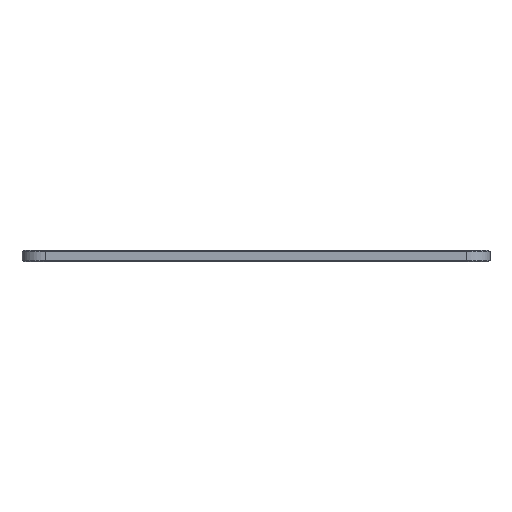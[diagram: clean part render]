
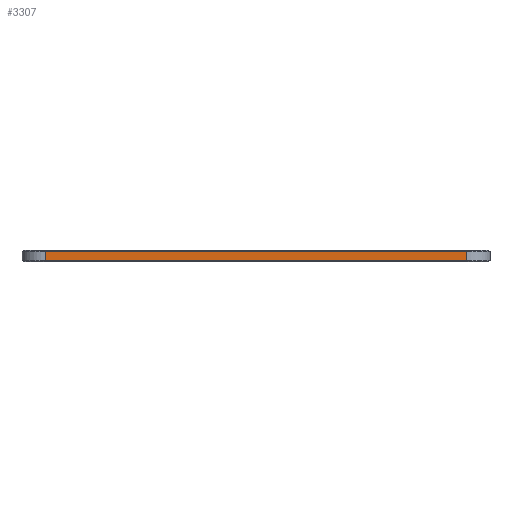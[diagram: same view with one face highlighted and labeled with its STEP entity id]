
A CAD part, front view. The second image highlights one B-rep face of the part: STEP entity #3307.
In plain terms, the highlighted planar face has unit normal (0, -1, 0).
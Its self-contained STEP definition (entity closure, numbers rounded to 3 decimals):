
#158 = PLANE('',#159);
#159 = AXIS2_PLACEMENT_3D('',#160,#161,#162);
#160 = CARTESIAN_POINT('',(0.,-6.1,0.15));
#161 = DIRECTION('',(0.,-0.707,-0.707));
#162 = DIRECTION('',(-1.,-0.,-0.));
#1282 = VERTEX_POINT('',#1283);
#1283 = CARTESIAN_POINT('',(112.5,-6.25,0.3));
#1319 = CYLINDRICAL_SURFACE('',#1320,6.25);
#1320 = AXIS2_PLACEMENT_3D('',#1321,#1322,#1323);
#1321 = CARTESIAN_POINT('',(112.5,0.,0.));
#1322 = DIRECTION('',(-0.,-0.,-1.));
#1323 = DIRECTION('',(1.,0.,0.));
#1391 = VERTEX_POINT('',#1392);
#1392 = CARTESIAN_POINT('',(0.,-6.25,0.3));
#1413 = EDGE_CURVE('',#1391,#1282,#1414,.T.);
#1414 = SURFACE_CURVE('',#1415,(#1419,#1426),.PCURVE_S1.);
#1415 = LINE('',#1416,#1417);
#1416 = CARTESIAN_POINT('',(0.,-6.25,0.3));
#1417 = VECTOR('',#1418,1.);
#1418 = DIRECTION('',(1.,0.,0.));
#1419 = PCURVE('',#158,#1420);
#1420 = DEFINITIONAL_REPRESENTATION('',(#1421),#1425);
#1421 = LINE('',#1422,#1423);
#1422 = CARTESIAN_POINT('',(-0.,-0.212));
#1423 = VECTOR('',#1424,1.);
#1424 = DIRECTION('',(-1.,0.));
#1425 = ( GEOMETRIC_REPRESENTATION_CONTEXT(2) 
PARAMETRIC_REPRESENTATION_CONTEXT() REPRESENTATION_CONTEXT('2D SPACE',''
  ) );
#1426 = PCURVE('',#1427,#1432);
#1427 = PLANE('',#1428);
#1428 = AXIS2_PLACEMENT_3D('',#1429,#1430,#1431);
#1429 = CARTESIAN_POINT('',(0.,-6.25,0.));
#1430 = DIRECTION('',(0.,1.,0.));
#1431 = DIRECTION('',(1.,0.,0.));
#1432 = DEFINITIONAL_REPRESENTATION('',(#1433),#1437);
#1433 = LINE('',#1434,#1435);
#1434 = CARTESIAN_POINT('',(0.,-0.3));
#1435 = VECTOR('',#1436,1.);
#1436 = DIRECTION('',(1.,0.));
#1437 = ( GEOMETRIC_REPRESENTATION_CONTEXT(2) 
PARAMETRIC_REPRESENTATION_CONTEXT() REPRESENTATION_CONTEXT('2D SPACE',''
  ) );
#1460 = CYLINDRICAL_SURFACE('',#1461,6.25);
#1461 = AXIS2_PLACEMENT_3D('',#1462,#1463,#1464);
#1462 = CARTESIAN_POINT('',(0.,0.,0.));
#1463 = DIRECTION('',(-0.,-0.,-1.));
#1464 = DIRECTION('',(1.,0.,0.));
#3202 = EDGE_CURVE('',#1282,#3203,#3205,.T.);
#3203 = VERTEX_POINT('',#3204);
#3204 = CARTESIAN_POINT('',(112.5,-6.25,2.825));
#3205 = SURFACE_CURVE('',#3206,(#3210,#3217),.PCURVE_S1.);
#3206 = LINE('',#3207,#3208);
#3207 = CARTESIAN_POINT('',(112.5,-6.25,0.));
#3208 = VECTOR('',#3209,1.);
#3209 = DIRECTION('',(0.,0.,1.));
#3210 = PCURVE('',#1319,#3211);
#3211 = DEFINITIONAL_REPRESENTATION('',(#3212),#3216);
#3212 = LINE('',#3213,#3214);
#3213 = CARTESIAN_POINT('',(-4.712,0.));
#3214 = VECTOR('',#3215,1.);
#3215 = DIRECTION('',(-0.,-1.));
#3216 = ( GEOMETRIC_REPRESENTATION_CONTEXT(2) 
PARAMETRIC_REPRESENTATION_CONTEXT() REPRESENTATION_CONTEXT('2D SPACE',''
  ) );
#3217 = PCURVE('',#1427,#3218);
#3218 = DEFINITIONAL_REPRESENTATION('',(#3219),#3223);
#3219 = LINE('',#3220,#3221);
#3220 = CARTESIAN_POINT('',(112.5,0.));
#3221 = VECTOR('',#3222,1.);
#3222 = DIRECTION('',(0.,-1.));
#3223 = ( GEOMETRIC_REPRESENTATION_CONTEXT(2) 
PARAMETRIC_REPRESENTATION_CONTEXT() REPRESENTATION_CONTEXT('2D SPACE',''
  ) );
#3307 = ADVANCED_FACE('',(#3308),#1427,.F.);
#3308 = FACE_BOUND('',#3309,.F.);
#3309 = EDGE_LOOP('',(#3310,#3333,#3359,#3360));
#3310 = ORIENTED_EDGE('',*,*,#3311,.T.);
#3311 = EDGE_CURVE('',#1391,#3312,#3314,.T.);
#3312 = VERTEX_POINT('',#3313);
#3313 = CARTESIAN_POINT('',(0.,-6.25,2.825));
#3314 = SURFACE_CURVE('',#3315,(#3319,#3326),.PCURVE_S1.);
#3315 = LINE('',#3316,#3317);
#3316 = CARTESIAN_POINT('',(0.,-6.25,0.));
#3317 = VECTOR('',#3318,1.);
#3318 = DIRECTION('',(0.,0.,1.));
#3319 = PCURVE('',#1427,#3320);
#3320 = DEFINITIONAL_REPRESENTATION('',(#3321),#3325);
#3321 = LINE('',#3322,#3323);
#3322 = CARTESIAN_POINT('',(0.,0.));
#3323 = VECTOR('',#3324,1.);
#3324 = DIRECTION('',(0.,-1.));
#3325 = ( GEOMETRIC_REPRESENTATION_CONTEXT(2) 
PARAMETRIC_REPRESENTATION_CONTEXT() REPRESENTATION_CONTEXT('2D SPACE',''
  ) );
#3326 = PCURVE('',#1460,#3327);
#3327 = DEFINITIONAL_REPRESENTATION('',(#3328),#3332);
#3328 = LINE('',#3329,#3330);
#3329 = CARTESIAN_POINT('',(-4.712,0.));
#3330 = VECTOR('',#3331,1.);
#3331 = DIRECTION('',(-0.,-1.));
#3332 = ( GEOMETRIC_REPRESENTATION_CONTEXT(2) 
PARAMETRIC_REPRESENTATION_CONTEXT() REPRESENTATION_CONTEXT('2D SPACE',''
  ) );
#3333 = ORIENTED_EDGE('',*,*,#3334,.T.);
#3334 = EDGE_CURVE('',#3312,#3203,#3335,.T.);
#3335 = SURFACE_CURVE('',#3336,(#3340,#3347),.PCURVE_S1.);
#3336 = LINE('',#3337,#3338);
#3337 = CARTESIAN_POINT('',(0.,-6.25,2.825));
#3338 = VECTOR('',#3339,1.);
#3339 = DIRECTION('',(1.,0.,0.));
#3340 = PCURVE('',#1427,#3341);
#3341 = DEFINITIONAL_REPRESENTATION('',(#3342),#3346);
#3342 = LINE('',#3343,#3344);
#3343 = CARTESIAN_POINT('',(0.,-2.825));
#3344 = VECTOR('',#3345,1.);
#3345 = DIRECTION('',(1.,0.));
#3346 = ( GEOMETRIC_REPRESENTATION_CONTEXT(2) 
PARAMETRIC_REPRESENTATION_CONTEXT() REPRESENTATION_CONTEXT('2D SPACE',''
  ) );
#3347 = PCURVE('',#3348,#3353);
#3348 = PLANE('',#3349);
#3349 = AXIS2_PLACEMENT_3D('',#3350,#3351,#3352);
#3350 = CARTESIAN_POINT('',(0.,-6.1,2.975));
#3351 = DIRECTION('',(0.,0.707,-0.707));
#3352 = DIRECTION('',(-1.,-0.,-0.));
#3353 = DEFINITIONAL_REPRESENTATION('',(#3354),#3358);
#3354 = LINE('',#3355,#3356);
#3355 = CARTESIAN_POINT('',(-0.,-0.212));
#3356 = VECTOR('',#3357,1.);
#3357 = DIRECTION('',(-1.,0.));
#3358 = ( GEOMETRIC_REPRESENTATION_CONTEXT(2) 
PARAMETRIC_REPRESENTATION_CONTEXT() REPRESENTATION_CONTEXT('2D SPACE',''
  ) );
#3359 = ORIENTED_EDGE('',*,*,#3202,.F.);
#3360 = ORIENTED_EDGE('',*,*,#1413,.F.);
